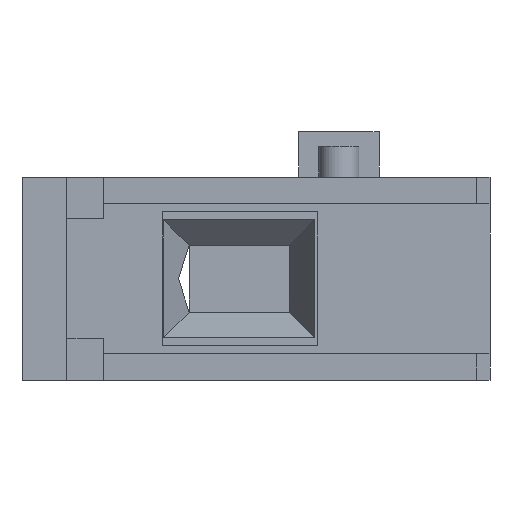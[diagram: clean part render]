
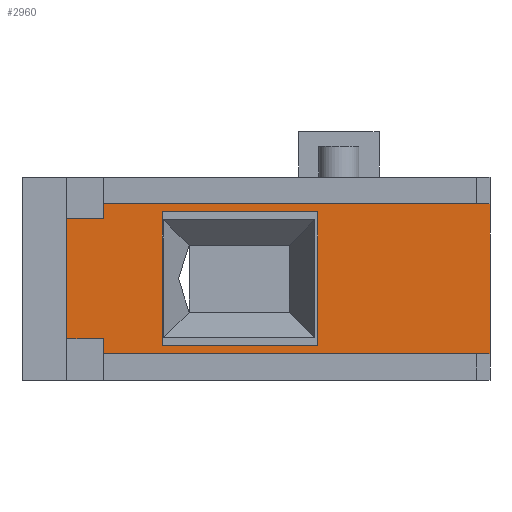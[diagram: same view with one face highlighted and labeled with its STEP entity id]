
A CAD part, front view. The second image highlights one B-rep face of the part: STEP entity #2960.
In plain terms, the highlighted planar face has unit normal (0, -1, 0).
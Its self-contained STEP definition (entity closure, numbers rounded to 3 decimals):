
#361=DIRECTION('',(1.,0.,0.));
#362=VECTOR('',#361,28.9);
#363=CARTESIAN_POINT('',(-11.4,-34.3,5.6));
#364=LINE('',#363,#362);
#383=DIRECTION('',(0.,0.,-1.));
#384=VECTOR('',#383,11.2);
#385=CARTESIAN_POINT('',(17.5,-34.3,5.6));
#386=LINE('',#385,#384);
#607=DIRECTION('',(0.,0.,1.));
#608=VECTOR('',#607,10.);
#609=CARTESIAN_POINT('',(4.6,-34.3,-5.));
#610=LINE('',#609,#608);
#611=DIRECTION('',(-1.,0.,0.));
#612=VECTOR('',#611,11.6);
#613=CARTESIAN_POINT('',(4.6,-34.3,5.));
#614=LINE('',#613,#612);
#615=DIRECTION('',(0.,0.,-1.));
#616=VECTOR('',#615,10.);
#617=CARTESIAN_POINT('',(-7.,-34.3,5.));
#618=LINE('',#617,#616);
#619=DIRECTION('',(1.,0.,0.));
#620=VECTOR('',#619,11.6);
#621=CARTESIAN_POINT('',(-7.,-34.3,-5.));
#622=LINE('',#621,#620);
#623=DIRECTION('',(0.,0.,1.));
#624=VECTOR('',#623,1.1);
#625=CARTESIAN_POINT('',(-11.4,-34.3,-5.6));
#626=LINE('',#625,#624);
#627=DIRECTION('',(1.,0.,0.));
#628=VECTOR('',#627,2.75);
#629=CARTESIAN_POINT('',(-14.15,-34.3,-4.5));
#630=LINE('',#629,#628);
#631=DIRECTION('',(1.,0.,0.));
#632=VECTOR('',#631,2.75);
#633=CARTESIAN_POINT('',(-14.15,-34.3,4.5));
#634=LINE('',#633,#632);
#635=DIRECTION('',(0.,0.,-1.));
#636=VECTOR('',#635,1.1);
#637=CARTESIAN_POINT('',(-11.4,-34.3,5.6));
#638=LINE('',#637,#636);
#1027=DIRECTION('',(0.,0.,-1.));
#1028=VECTOR('',#1027,9.);
#1029=CARTESIAN_POINT('',(-14.15,-34.3,4.5));
#1030=LINE('',#1029,#1028);
#1079=DIRECTION('',(-1.,0.,0.));
#1080=VECTOR('',#1079,28.9);
#1081=CARTESIAN_POINT('',(17.5,-34.3,-5.6));
#1082=LINE('',#1081,#1080);
#1913=CARTESIAN_POINT('',(4.6,-34.3,-5.));
#1914=CARTESIAN_POINT('',(4.6,-34.3,5.));
#1915=VERTEX_POINT('',#1913);
#1916=VERTEX_POINT('',#1914);
#1917=CARTESIAN_POINT('',(-7.,-34.3,5.));
#1918=VERTEX_POINT('',#1917);
#1919=CARTESIAN_POINT('',(-7.,-34.3,-5.));
#1920=VERTEX_POINT('',#1919);
#2024=CARTESIAN_POINT('',(-11.4,-34.3,4.5));
#2026=VERTEX_POINT('',#2024);
#2038=CARTESIAN_POINT('',(-11.4,-34.3,-4.5));
#2040=VERTEX_POINT('',#2038);
#2057=CARTESIAN_POINT('',(17.5,-34.3,5.6));
#2058=CARTESIAN_POINT('',(17.5,-34.3,-5.6));
#2059=VERTEX_POINT('',#2057);
#2060=VERTEX_POINT('',#2058);
#2063=CARTESIAN_POINT('',(-11.4,-34.3,5.6));
#2065=VERTEX_POINT('',#2063);
#2067=CARTESIAN_POINT('',(-14.15,-34.3,4.5));
#2068=VERTEX_POINT('',#2067);
#2071=CARTESIAN_POINT('',(-11.4,-34.3,-5.6));
#2073=VERTEX_POINT('',#2071);
#2075=CARTESIAN_POINT('',(-14.15,-34.3,-4.5));
#2076=VERTEX_POINT('',#2075);
#2930=CARTESIAN_POINT('',(0.,-34.3,-7.6));
#2931=DIRECTION('',(0.,1.,0.));
#2932=DIRECTION('',(1.,0.,0.));
#2933=AXIS2_PLACEMENT_3D('',#2930,#2931,#2932);
#2934=PLANE('',#2933);
#2936=ORIENTED_EDGE('',*,*,#2935,.T.);
#2938=ORIENTED_EDGE('',*,*,#2937,.F.);
#2940=ORIENTED_EDGE('',*,*,#2939,.F.);
#2942=ORIENTED_EDGE('',*,*,#2941,.T.);
#2943=ORIENTED_EDGE('',*,*,#2581,.F.);
#2944=ORIENTED_EDGE('',*,*,#2617,.T.);
#2945=ORIENTED_EDGE('',*,*,#2653,.T.);
#2947=ORIENTED_EDGE('',*,*,#2946,.T.);
#2948=EDGE_LOOP('',(#2936,#2938,#2940,#2942,#2943,#2944,#2945,#2947));
#2949=FACE_OUTER_BOUND('',#2948,.F.);
#2951=ORIENTED_EDGE('',*,*,#2950,.T.);
#2953=ORIENTED_EDGE('',*,*,#2952,.T.);
#2955=ORIENTED_EDGE('',*,*,#2954,.T.);
#2957=ORIENTED_EDGE('',*,*,#2956,.T.);
#2958=EDGE_LOOP('',(#2951,#2953,#2955,#2957));
#2959=FACE_BOUND('',#2958,.F.);
#2960=ADVANCED_FACE('',(#2949,#2959),#2934,.F.);
#2581=EDGE_CURVE('',#2065,#2026,#638,.T.);
#2617=EDGE_CURVE('',#2065,#2059,#364,.T.);
#2653=EDGE_CURVE('',#2059,#2060,#386,.T.);
#2935=EDGE_CURVE('',#2073,#2040,#626,.T.);
#2937=EDGE_CURVE('',#2076,#2040,#630,.T.);
#2939=EDGE_CURVE('',#2068,#2076,#1030,.T.);
#2941=EDGE_CURVE('',#2068,#2026,#634,.T.);
#2946=EDGE_CURVE('',#2060,#2073,#1082,.T.);
#2950=EDGE_CURVE('',#1915,#1916,#610,.T.);
#2952=EDGE_CURVE('',#1916,#1918,#614,.T.);
#2954=EDGE_CURVE('',#1918,#1920,#618,.T.);
#2956=EDGE_CURVE('',#1920,#1915,#622,.T.);
